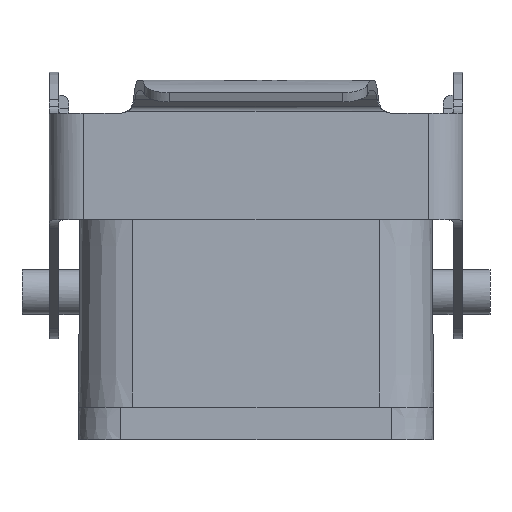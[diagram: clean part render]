
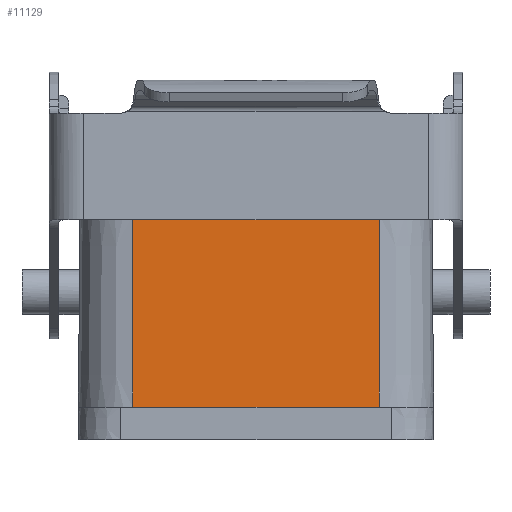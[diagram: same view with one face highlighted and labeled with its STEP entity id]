
A CAD part, left-side view. The second image highlights one B-rep face of the part: STEP entity #11129.
In plain terms, the highlighted planar face has unit normal (-1, 0, 0.009).
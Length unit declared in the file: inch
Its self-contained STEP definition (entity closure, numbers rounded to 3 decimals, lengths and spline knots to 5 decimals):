
#107 = ORIENTED_EDGE ( 'NONE', *, *, #8383, .F. ) ;
#120 = CARTESIAN_POINT ( 'NONE',  ( -2.38326, 0.59055, -1.12992 ) ) ;
#691 = VERTEX_POINT ( 'NONE', #1697 ) ;
#1111 = VECTOR ( 'NONE', #9063, 39.37008 ) ;
#1158 = CARTESIAN_POINT ( 'NONE',  ( -2.37518, -0.59055, -0.20472 ) ) ;
#1677 = ORIENTED_EDGE ( 'NONE', *, *, #10062, .T. ) ;
#1697 = CARTESIAN_POINT ( 'NONE',  ( -2.38326, -0.59055, -1.12992 ) ) ;
#1812 = ORIENTED_EDGE ( 'NONE', *, *, #2044, .T. ) ;
#1965 = VECTOR ( 'NONE', #10842, 39.37008 ) ;
#2044 = EDGE_CURVE ( 'NONE', #5367, #3989, #3483, .T. ) ;
#2100 = DIRECTION ( 'NONE',  ( 0.009, 0., 1. ) ) ;
#2639 = VECTOR ( 'NONE', #3887, 39.37008 ) ;
#3286 = LINE ( 'NONE', #4398, #1965 ) ;
#3483 = LINE ( 'NONE', #12083, #5243 ) ;
#3887 = DIRECTION ( 'NONE',  ( -0.009, 0., -1. ) ) ;
#3989 = VERTEX_POINT ( 'NONE', #120 ) ;
#4316 = DIRECTION ( 'NONE',  ( -1., 0., 0.009 ) ) ;
#4398 = CARTESIAN_POINT ( 'NONE',  ( -2.38326, -0.84646, -1.12992 ) ) ;
#4620 = CARTESIAN_POINT ( 'NONE',  ( -2.37518, 0.84646, -0.20472 ) ) ;
#5243 = VECTOR ( 'NONE', #5699, 39.37008 ) ;
#5367 = VERTEX_POINT ( 'NONE', #13365 ) ;
#5699 = DIRECTION ( 'NONE',  ( -0.009, 0., -1. ) ) ;
#5930 = LINE ( 'NONE', #4620, #1111 ) ;
#6394 = CARTESIAN_POINT ( 'NONE',  ( -2.37795, -0.62799, -0.52188 ) ) ;
#7380 = PLANE ( 'NONE',  #10402 ) ;
#8235 = EDGE_LOOP ( 'NONE', ( #8797, #107, #1677, #1812 ) ) ;
#8383 = EDGE_CURVE ( 'NONE', #10020, #691, #13373, .T. ) ;
#8481 = FACE_OUTER_BOUND ( 'NONE', #8235, .T. ) ;
#8797 = ORIENTED_EDGE ( 'NONE', *, *, #10356, .T. ) ;
#9063 = DIRECTION ( 'NONE',  ( 0., 1., 0. ) ) ;
#10020 = VERTEX_POINT ( 'NONE', #1158 ) ;
#10062 = EDGE_CURVE ( 'NONE', #10020, #5367, #5930, .T. ) ;
#10356 = EDGE_CURVE ( 'NONE', #3989, #691, #3286, .T. ) ;
#10402 = AXIS2_PLACEMENT_3D ( 'NONE', #6394, #4316, #2100 ) ;
#10842 = DIRECTION ( 'NONE',  ( 0., -1., 0. ) ) ;
#11129 = ADVANCED_FACE ( 'NONE', ( #8481 ), #7380, .T. ) ;
#12083 = CARTESIAN_POINT ( 'NONE',  ( -2.37795, 0.59055, -0.52188 ) ) ;
#13313 = CARTESIAN_POINT ( 'NONE',  ( -173.81856, -0.59055, -19645.66929 ) ) ;
#13365 = CARTESIAN_POINT ( 'NONE',  ( -2.37518, 0.59055, -0.20472 ) ) ;
#13373 = LINE ( 'NONE', #13313, #2639 ) ;
